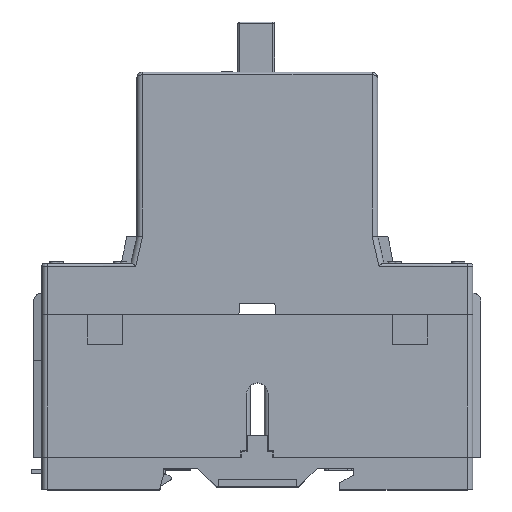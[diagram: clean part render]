
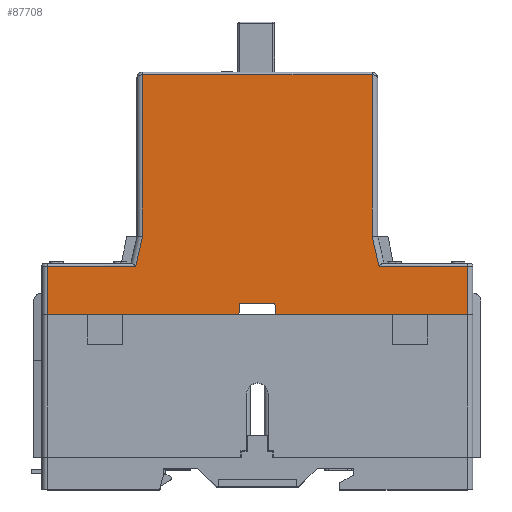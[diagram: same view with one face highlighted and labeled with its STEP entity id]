
A CAD part, top view. The second image highlights one B-rep face of the part: STEP entity #87708.
In plain terms, the highlighted planar face has unit normal (0, 0, 1).
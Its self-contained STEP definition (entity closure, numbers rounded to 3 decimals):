
#72384=DIRECTION('',(1.,0.,0.));
#72385=VECTOR('',#72384,33.316);
#72386=CARTESIAN_POINT('',(3.434,0.,22.15));
#72387=LINE('',#72386,#72385);
#72392=DIRECTION('',(0.,-1.,0.));
#72393=VECTOR('',#72392,0.25);
#72394=CARTESIAN_POINT('',(-36.75,0.,22.15));
#72395=LINE('',#72394,#72393);
#72396=DIRECTION('',(-1.,0.,0.));
#72397=VECTOR('',#72396,2.);
#72398=CARTESIAN_POINT('',(-36.75,-0.25,22.15));
#72399=LINE('',#72398,#72397);
#72400=DIRECTION('',(0.224,0.975,0.));
#72401=VECTOR('',#72400,5.527);
#72402=CARTESIAN_POINT('',(-22.589,9.,22.15));
#72403=LINE('',#72402,#72401);
#72404=DIRECTION('',(0.,1.,0.));
#72405=VECTOR('',#72404,30.114);
#72406=CARTESIAN_POINT('',(-21.35,14.386,22.15));
#72407=LINE('',#72406,#72405);
#72408=DIRECTION('',(0.,-1.,0.));
#72409=VECTOR('',#72408,30.114);
#72410=CARTESIAN_POINT('',(21.35,44.5,22.15));
#72411=LINE('',#72410,#72409);
#72412=DIRECTION('',(0.224,-0.975,0.));
#72413=VECTOR('',#72412,5.527);
#72414=CARTESIAN_POINT('',(21.35,14.386,22.15));
#72415=LINE('',#72414,#72413);
#72416=DIRECTION('',(0.,-1.,0.));
#72417=VECTOR('',#72416,0.25);
#72418=CARTESIAN_POINT('',(38.75,0.,22.15));
#72419=LINE('',#72418,#72417);
#72420=DIRECTION('',(-1.,0.,0.));
#72421=VECTOR('',#72420,2.);
#72422=CARTESIAN_POINT('',(38.75,-0.25,22.15));
#72423=LINE('',#72422,#72421);
#72424=DIRECTION('',(-0.087,0.996,0.));
#72425=VECTOR('',#72424,2.108);
#72426=CARTESIAN_POINT('',(3.434,0.,22.15));
#72427=LINE('',#72426,#72425);
#72428=DIRECTION('',(-1.,0.,0.));
#72429=VECTOR('',#72428,6.5);
#72430=CARTESIAN_POINT('',(3.25,2.1,22.15));
#72431=LINE('',#72430,#72429);
#72432=DIRECTION('',(-0.087,-0.996,0.));
#72433=VECTOR('',#72432,2.108);
#72434=CARTESIAN_POINT('',(-3.25,2.1,22.15));
#72435=LINE('',#72434,#72433);
#72436=DIRECTION('',(1.,0.,0.));
#72437=VECTOR('',#72436,33.316);
#72438=CARTESIAN_POINT('',(-36.75,0.,22.15));
#72439=LINE('',#72438,#72437);
#72452=DIRECTION('',(0.,-1.,0.));
#72453=VECTOR('',#72452,0.25);
#72454=CARTESIAN_POINT('',(-38.75,0.,22.15));
#72455=LINE('',#72454,#72453);
#72473=DIRECTION('',(1.,0.,0.));
#72474=VECTOR('',#72473,0.25);
#72475=CARTESIAN_POINT('',(-39.,0.,22.15));
#72476=LINE('',#72475,#72474);
#73687=DIRECTION('',(-1.,0.,0.));
#73688=VECTOR('',#73687,42.7);
#73689=CARTESIAN_POINT('',(21.35,44.5,22.15));
#73690=LINE('',#73689,#73688);
#73914=DIRECTION('',(1.,0.,0.));
#73915=VECTOR('',#73914,0.25);
#73916=CARTESIAN_POINT('',(38.75,0.,22.15));
#73917=LINE('',#73916,#73915);
#73939=DIRECTION('',(0.,-1.,0.));
#73940=VECTOR('',#73939,0.25);
#73941=CARTESIAN_POINT('',(36.75,0.,22.15));
#73942=LINE('',#73941,#73940);
#73951=DIRECTION('',(0.,1.,0.));
#73952=VECTOR('',#73951,9.);
#73953=CARTESIAN_POINT('',(39.,0.,22.15));
#73954=LINE('',#73953,#73952);
#73982=DIRECTION('',(-1.,0.,0.));
#73983=VECTOR('',#73982,16.411);
#73984=CARTESIAN_POINT('',(39.,9.,22.15));
#73985=LINE('',#73984,#73983);
#74261=DIRECTION('',(-1.,0.,0.));
#74262=VECTOR('',#74261,16.411);
#74263=CARTESIAN_POINT('',(-22.589,9.,22.15));
#74264=LINE('',#74263,#74262);
#74292=DIRECTION('',(0.,-1.,0.));
#74293=VECTOR('',#74292,9.);
#74294=CARTESIAN_POINT('',(-39.,9.,22.15));
#74295=LINE('',#74294,#74293);
#83254=CARTESIAN_POINT('',(3.434,0.,22.15));
#83255=VERTEX_POINT('',#83254);
#83256=CARTESIAN_POINT('',(36.75,0.,22.15));
#83257=VERTEX_POINT('',#83256);
#83258=CARTESIAN_POINT('',(3.25,2.1,22.15));
#83259=VERTEX_POINT('',#83258);
#83260=CARTESIAN_POINT('',(-36.75,0.,22.15));
#83261=CARTESIAN_POINT('',(-3.434,0.,22.15));
#83262=VERTEX_POINT('',#83260);
#83263=VERTEX_POINT('',#83261);
#83264=CARTESIAN_POINT('',(-36.75,-0.25,22.15));
#83265=VERTEX_POINT('',#83264);
#83266=CARTESIAN_POINT('',(-38.75,-0.25,22.15));
#83267=VERTEX_POINT('',#83266);
#83268=CARTESIAN_POINT('',(-38.75,0.,22.15));
#83269=VERTEX_POINT('',#83268);
#83270=CARTESIAN_POINT('',(-39.,0.,22.15));
#83271=VERTEX_POINT('',#83270);
#83272=CARTESIAN_POINT('',(-39.,9.,22.15));
#83273=VERTEX_POINT('',#83272);
#83274=CARTESIAN_POINT('',(-22.589,9.,22.15));
#83275=VERTEX_POINT('',#83274);
#83276=CARTESIAN_POINT('',(-21.35,14.386,22.15));
#83277=VERTEX_POINT('',#83276);
#83278=CARTESIAN_POINT('',(-21.35,44.5,
22.15));
#83279=VERTEX_POINT('',#83278);
#83280=CARTESIAN_POINT('',(21.35,44.5,22.15));
#83281=VERTEX_POINT('',#83280);
#83282=CARTESIAN_POINT('',(21.35,14.386,22.15));
#83283=VERTEX_POINT('',#83282);
#83284=CARTESIAN_POINT('',(22.589,9.,22.15));
#83285=VERTEX_POINT('',#83284);
#83286=CARTESIAN_POINT('',(39.,9.,22.15));
#83287=VERTEX_POINT('',#83286);
#83288=CARTESIAN_POINT('',(39.,0.,22.15));
#83289=VERTEX_POINT('',#83288);
#83290=CARTESIAN_POINT('',(38.75,0.,22.15));
#83291=VERTEX_POINT('',#83290);
#83292=CARTESIAN_POINT('',(38.75,-0.25,22.15));
#83293=VERTEX_POINT('',#83292);
#83294=CARTESIAN_POINT('',(36.75,-0.25,22.15));
#83295=VERTEX_POINT('',#83294);
#83296=CARTESIAN_POINT('',(-3.25,2.1,22.15));
#83297=VERTEX_POINT('',#83296);
#87659=CARTESIAN_POINT('',(0.,0.,22.15));
#87660=DIRECTION('',(0.,0.,1.));
#87661=DIRECTION('',(1.,0.,0.));
#87662=AXIS2_PLACEMENT_3D('',#87659,#87660,#87661);
#87663=PLANE('',#87662);
#87665=ORIENTED_EDGE('',*,*,#87664,.F.);
#87667=ORIENTED_EDGE('',*,*,#87666,.T.);
#87669=ORIENTED_EDGE('',*,*,#87668,.T.);
#87671=ORIENTED_EDGE('',*,*,#87670,.F.);
#87673=ORIENTED_EDGE('',*,*,#87672,.F.);
#87675=ORIENTED_EDGE('',*,*,#87674,.F.);
#87677=ORIENTED_EDGE('',*,*,#87676,.F.);
#87679=ORIENTED_EDGE('',*,*,#87678,.T.);
#87681=ORIENTED_EDGE('',*,*,#87680,.T.);
#87683=ORIENTED_EDGE('',*,*,#87682,.F.);
#87685=ORIENTED_EDGE('',*,*,#87684,.T.);
#87687=ORIENTED_EDGE('',*,*,#87686,.T.);
#87689=ORIENTED_EDGE('',*,*,#87688,.F.);
#87691=ORIENTED_EDGE('',*,*,#87690,.F.);
#87693=ORIENTED_EDGE('',*,*,#87692,.F.);
#87695=ORIENTED_EDGE('',*,*,#87694,.T.);
#87697=ORIENTED_EDGE('',*,*,#87696,.T.);
#87699=ORIENTED_EDGE('',*,*,#87698,.F.);
#87700=ORIENTED_EDGE('',*,*,#87634,.F.);
#87701=ORIENTED_EDGE('',*,*,#87650,.T.);
#87703=ORIENTED_EDGE('',*,*,#87702,.T.);
#87705=ORIENTED_EDGE('',*,*,#87704,.T.);
#87706=EDGE_LOOP('',(#87665,#87667,#87669,#87671,#87673,#87675,#87677,#87679,
#87681,#87683,#87685,#87687,#87689,#87691,#87693,#87695,#87697,#87699,#87700,
#87701,#87703,#87705));
#87707=FACE_OUTER_BOUND('',#87706,.F.);
#87634=EDGE_CURVE('',#83255,#83257,#72387,.T.);
#87650=EDGE_CURVE('',#83255,#83259,#72427,.T.);
#87664=EDGE_CURVE('',#83262,#83263,#72439,.T.);
#87666=EDGE_CURVE('',#83262,#83265,#72395,.T.);
#87668=EDGE_CURVE('',#83265,#83267,#72399,.T.);
#87670=EDGE_CURVE('',#83269,#83267,#72455,.T.);
#87672=EDGE_CURVE('',#83271,#83269,#72476,.T.);
#87674=EDGE_CURVE('',#83273,#83271,#74295,.T.);
#87676=EDGE_CURVE('',#83275,#83273,#74264,.T.);
#87678=EDGE_CURVE('',#83275,#83277,#72403,.T.);
#87680=EDGE_CURVE('',#83277,#83279,#72407,.T.);
#87682=EDGE_CURVE('',#83281,#83279,#73690,.T.);
#87684=EDGE_CURVE('',#83281,#83283,#72411,.T.);
#87686=EDGE_CURVE('',#83283,#83285,#72415,.T.);
#87688=EDGE_CURVE('',#83287,#83285,#73985,.T.);
#87690=EDGE_CURVE('',#83289,#83287,#73954,.T.);
#87692=EDGE_CURVE('',#83291,#83289,#73917,.T.);
#87694=EDGE_CURVE('',#83291,#83293,#72419,.T.);
#87696=EDGE_CURVE('',#83293,#83295,#72423,.T.);
#87698=EDGE_CURVE('',#83257,#83295,#73942,.T.);
#87702=EDGE_CURVE('',#83259,#83297,#72431,.T.);
#87704=EDGE_CURVE('',#83297,#83263,#72435,.T.);
#87708=ADVANCED_FACE('',(#87707),#87663,.T.);
